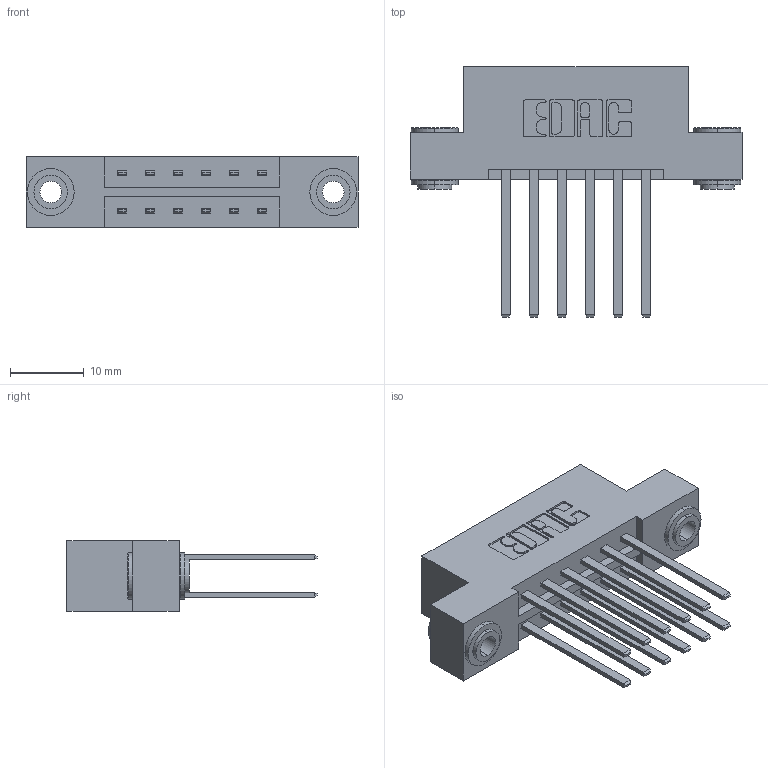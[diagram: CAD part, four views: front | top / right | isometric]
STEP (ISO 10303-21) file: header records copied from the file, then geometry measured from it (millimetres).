
FILE_DESCRIPTION (( 'STEP AP203' ), '1' );
FILE_NAME ('379-012-544-203.STEP', '2020-02-26T14:35:41', ( '' ), ( '' ), 'SwSTEP 2.0', 'SolidWorks 2016', '' );
FILE_SCHEMA (( 'CONFIG_CONTROL_DESIGN' ));
Length unit declared in the file: inch
Products named in the file (4): 345-292-001_345-293-144; 345-250-002_345-250-002-102; 379 Part_Flush - .156 Dia - TH; 379-012-544-203
Assembly tree (15 placements, depth 2):
  379-012-544-203
    379 Part_Flush - .156 Dia - TH
    345-292-001_345-293-144  x12
    345-250-002_345-250-002-102  x2
Bounding box: 45.09 x 33.96 x 9.53 mm (x, y, z)
Volume: 4535.3 mm3; surface area: 5537.8 mm2
Topology: 15 solids, 15 shells, 704 faces, 2031 edges, 1334 vertices
Faces by surface type: plane 464, cylinder 232, cone 8
Entity records: 8982 total; most frequent: CARTESIAN_POINT 1505, ORIENTED_EDGE 1434, DIRECTION 1379, EDGE_CURVE 717, LINE 569, VECTOR 569, VERTEX_POINT 474, AXIS2_PLACEMENT_3D 405
